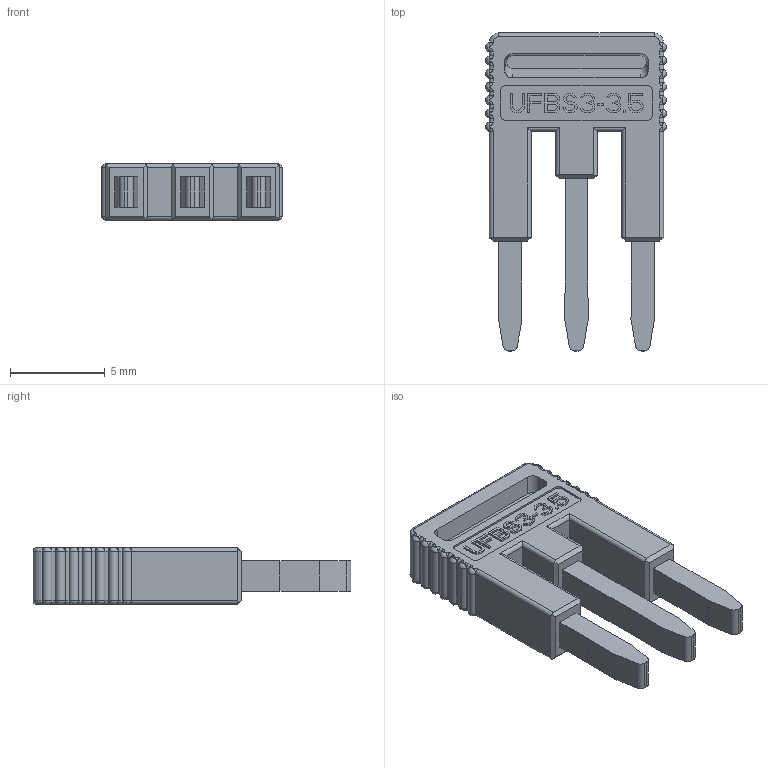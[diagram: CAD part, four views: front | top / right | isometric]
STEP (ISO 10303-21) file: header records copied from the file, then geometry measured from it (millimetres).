
FILE_DESCRIPTION((''),'2;1');
FILE_NAME('5YB510128_1','2022-07-13T',('ASUS'),(''),'PRO/ENGINEER BY PARAMETRIC TECHNOLOGY CORPORATION, 2013230','PRO/ENGINEER BY PARAMETRIC TECHNOLOGY CORPORATION, 2013230','');
FILE_SCHEMA(('CONFIG_CONTROL_DESIGN'));
Length unit declared in the file: millimetre
Products named in the file (1): 5YB510128_1
Bounding box: 9.55 x 16.8 x 3 mm (x, y, z)
Volume: 235.5 mm3; surface area: 533.6 mm2
Topology: 1 solids, 2 shells, 579 faces, 1627 edges, 1014 vertices
Faces by surface type: plane 401, cylinder 90, bspline 84, torus 4
Entity records: 19442 total; most frequent: CARTESIAN_POINT 4997, ORIENTED_EDGE 3142, DIRECTION 2817, EDGE_CURVE 1571, VECTOR 1211, LINE 1211, VERTEX_POINT 1014, AXIS2_PLACEMENT_3D 803
